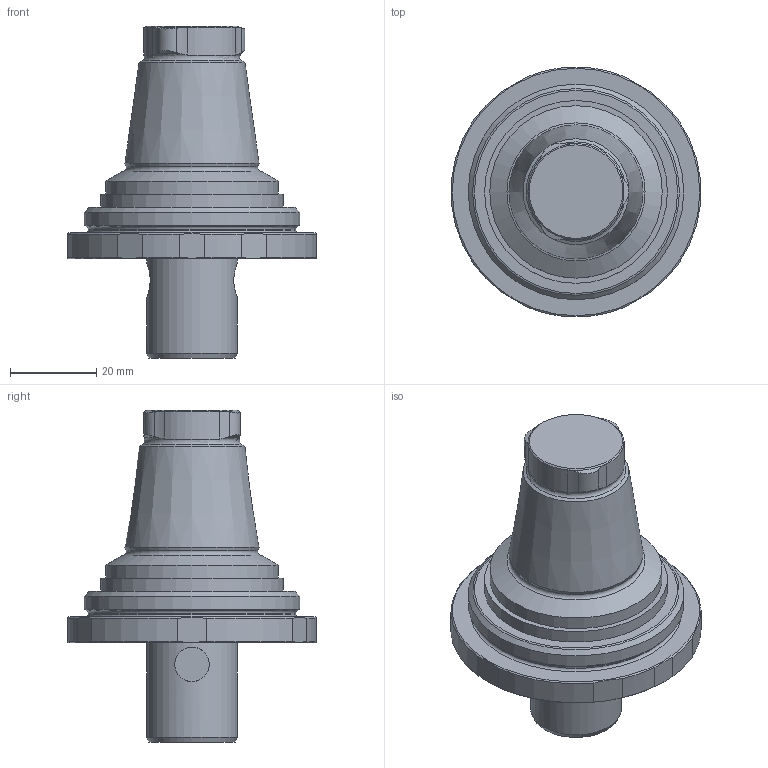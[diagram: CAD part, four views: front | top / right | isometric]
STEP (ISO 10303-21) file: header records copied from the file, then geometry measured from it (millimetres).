
FILE_DESCRIPTION(/* description */ ('Unknown'),/* implementation_level */ '2;1');
FILE_NAME(/* name */ '320132008',/* time_stamp */ '2020-07-29T13:05:52+02:00',/* author */ ('WTO KS'),/* organization */ ('WTO'),/* preprocessor_version */ 'ST-DEVELOPER v16.7',/* originating_system */ 'DEX',/* authorisation */ $);
FILE_SCHEMA (('AUTOMOTIVE_DESIGN {1 0 10303 214 3 1 1}'));
Length unit declared in the file: millimetre
Products named in the file (1): 089145_320132008_vereinfacht_STP_00416120
Bounding box: 57.6 x 57.7 x 77 mm (x, y, z)
Volume: 62752.7 mm3; surface area: 13107.9 mm2
Topology: 1 solids, 1 shells, 68 faces, 158 edges, 100 vertices
Faces by surface type: cylinder 28, plane 18, cone 17, torus 5
Full cylindrical faces by diameter (mm): 8 x3, 21 x1, 40 x1, 42.4 x1, 48.1 x1, 50 x1
Entity records: 1856 total; most frequent: CARTESIAN_POINT 451, DIRECTION 280, ORIENTED_EDGE 254, EDGE_CURVE 127, AXIS2_PLACEMENT_3D 126, EDGE_LOOP 100, FACE_BOUND 100, VERTEX_POINT 93
